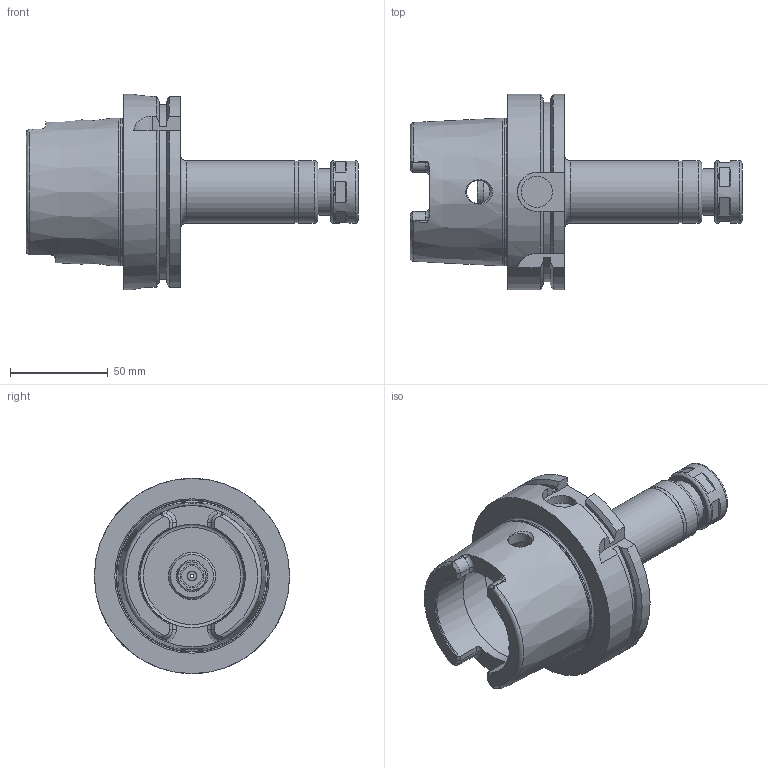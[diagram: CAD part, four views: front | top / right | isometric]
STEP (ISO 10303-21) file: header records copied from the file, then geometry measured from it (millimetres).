
FILE_DESCRIPTION((''),'2;1');
FILE_NAME('536077112120-3D.stp','2020-01-08T15:43:40',('nttooll'),(''),'Autodesk Inventor 2012','Autodesk Inventor 2012','');
FILE_SCHEMA(('AUTOMOTIVE_DESIGN { 1 0 10303 214 1 1 1 1 }'));
Length unit declared in the file: millimetre
Products named in the file (1): 536077112120-3D
Bounding box: 170 x 100 x 100 mm (x, y, z)
Volume: 315694.1 mm3; surface area: 66774.4 mm2
Topology: 1 solids, 1 shells, 186 faces, 423 edges, 267 vertices
Faces by surface type: plane 82, cylinder 55, cone 31, torus 18
Full cylindrical faces by diameter (mm): 2 x1, 4.5 x1, 5 x1, 9.57 x1, 10.5 x1, 12 x3, 12.8 x2, 12.9 x1, 13.3 x1, 14 x2, 14.5 x1, 15.3 x1, 16 x2, 17 x1, 18.2 x1, 20.5 x1, 24 x3, 31.6 x1, 32 x3, 53 x1, 53.8 x1, 63 x1, 75.3 x1, 100 x1
Entity records: 5195 total; most frequent: CARTESIAN_POINT 1256, DIRECTION 847, ORIENTED_EDGE 704, AXIS2_PLACEMENT_3D 362, EDGE_CURVE 352, EDGE_LOOP 279, VERTEX_POINT 255, FACE_OUTER_BOUND 186
